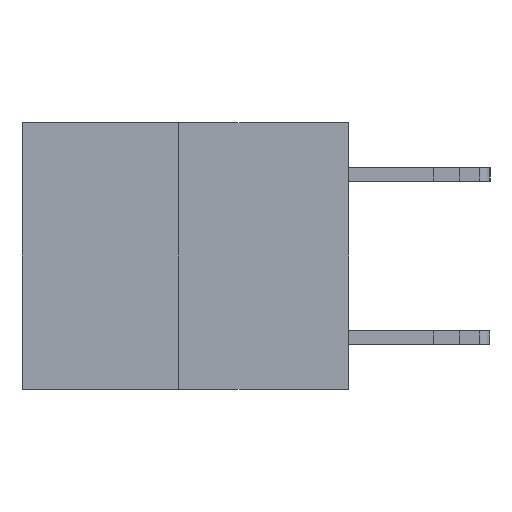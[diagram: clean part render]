
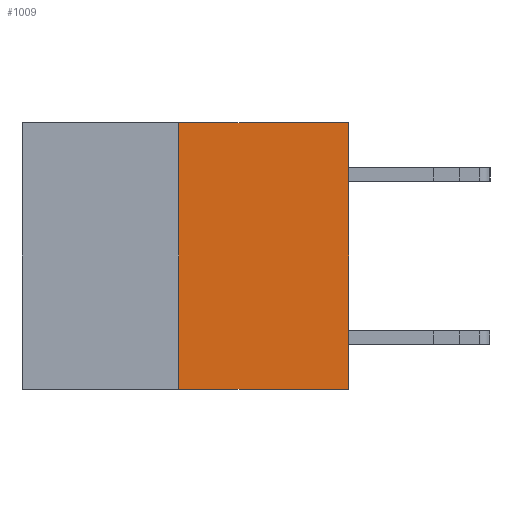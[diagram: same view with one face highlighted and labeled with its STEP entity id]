
A CAD part, left-side view. The second image highlights one B-rep face of the part: STEP entity #1009.
In plain terms, the highlighted planar face has unit normal (-1, 0, 0).
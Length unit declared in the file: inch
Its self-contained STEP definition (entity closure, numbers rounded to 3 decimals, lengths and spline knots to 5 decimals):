
#710 = CARTESIAN_POINT ( 'NONE',  ( 0., 0.6, -0.49 ) ) ;
#1009 = ADVANCED_FACE ( 'NONE', ( #12967 ), #10998, .F. ) ;
#1033 = VERTEX_POINT ( 'NONE', #5825 ) ;
#1245 = CARTESIAN_POINT ( 'NONE',  ( 0., 0., 0. ) ) ;
#1844 = DIRECTION ( 'NONE',  ( 0., -1., 0. ) ) ;
#1938 = LINE ( 'NONE', #12101, #10566 ) ;
#2387 = CARTESIAN_POINT ( 'NONE',  ( 0., 0.6, 0. ) ) ;
#2440 = VERTEX_POINT ( 'NONE', #4175 ) ;
#3516 = CARTESIAN_POINT ( 'NONE',  ( 0., 0.312, 0. ) ) ;
#3628 = VECTOR ( 'NONE', #7795, 39.37008 ) ;
#3770 = CARTESIAN_POINT ( 'NONE',  ( 0., 0.6, 0. ) ) ;
#4117 = VECTOR ( 'NONE', #1844, 39.37008 ) ;
#4175 = CARTESIAN_POINT ( 'NONE',  ( 0., 0., 0. ) ) ;
#4769 = LINE ( 'NONE', #1245, #10902 ) ;
#4814 = CARTESIAN_POINT ( 'NONE',  ( 0., 0.312, -0.49 ) ) ;
#4844 = ORIENTED_EDGE ( 'NONE', *, *, #11815, .T. ) ;
#5337 = EDGE_CURVE ( 'NONE', #9785, #1033, #9280, .T. ) ;
#5432 = ORIENTED_EDGE ( 'NONE', *, *, #11844, .F. ) ;
#5451 = EDGE_LOOP ( 'NONE', ( #5432, #12005, #4844, #8414 ) ) ;
#5825 = CARTESIAN_POINT ( 'NONE',  ( 0., 0., -0.49 ) ) ;
#7388 = VERTEX_POINT ( 'NONE', #3516 ) ;
#7795 = DIRECTION ( 'NONE',  ( 0., -1., 0. ) ) ;
#7906 = DIRECTION ( 'NONE',  ( 1., 0., 0. ) ) ;
#8414 = ORIENTED_EDGE ( 'NONE', *, *, #9611, .F. ) ;
#9072 = DIRECTION ( 'NONE',  ( 0., 0., -1. ) ) ;
#9280 = LINE ( 'NONE', #710, #4117 ) ;
#9611 = EDGE_CURVE ( 'NONE', #7388, #2440, #10920, .T. ) ;
#9785 = VERTEX_POINT ( 'NONE', #4814 ) ;
#10566 = VECTOR ( 'NONE', #12240, 39.37008 ) ;
#10902 = VECTOR ( 'NONE', #11910, 39.37008 ) ;
#10920 = LINE ( 'NONE', #2387, #3628 ) ;
#10998 = PLANE ( 'NONE',  #12946 ) ;
#11815 = EDGE_CURVE ( 'NONE', #1033, #2440, #4769, .T. ) ;
#11844 = EDGE_CURVE ( 'NONE', #9785, #7388, #1938, .T. ) ;
#11910 = DIRECTION ( 'NONE',  ( 0., 0., 1. ) ) ;
#12005 = ORIENTED_EDGE ( 'NONE', *, *, #5337, .T. ) ;
#12101 = CARTESIAN_POINT ( 'NONE',  ( 0., 0.312, -0.49 ) ) ;
#12240 = DIRECTION ( 'NONE',  ( 0., 0., 1. ) ) ;
#12946 = AXIS2_PLACEMENT_3D ( 'NONE', #3770, #7906, #9072 ) ;
#12967 = FACE_OUTER_BOUND ( 'NONE', #5451, .T. ) ;
